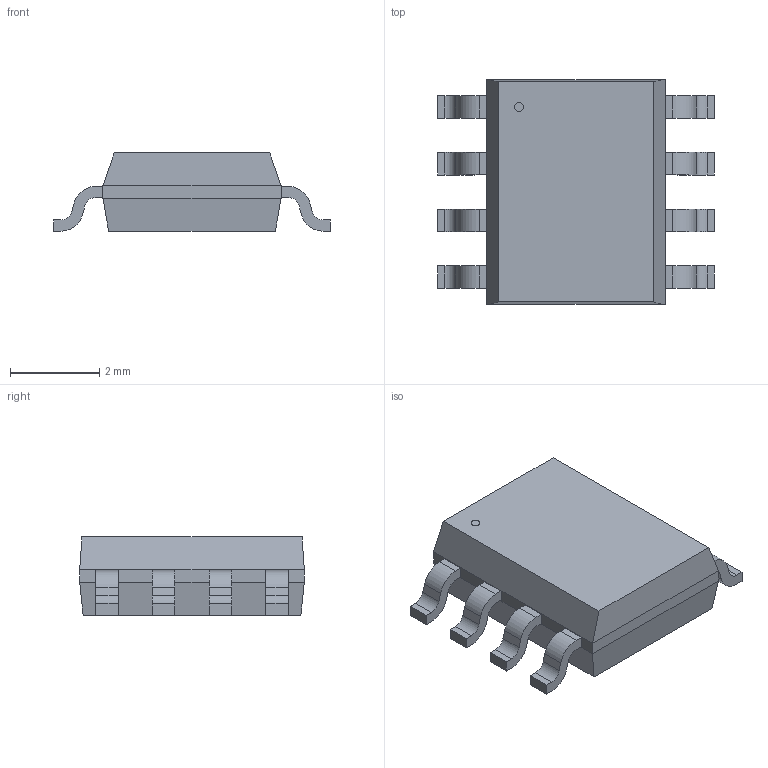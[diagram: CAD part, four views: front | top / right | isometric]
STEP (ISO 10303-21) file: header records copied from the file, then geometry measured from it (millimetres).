
FILE_DESCRIPTION(('STEP AP214'),'1');
FILE_NAME('SO_S40IDR_STM','2023-02-25T16:09:35',(''),(''),'','','');
FILE_SCHEMA(('AUTOMOTIVE_DESIGN'));
Length unit declared in the file: millimetre
Products named in the file (1): product
Bounding box: 6.2 x 5.03 x 1.75 mm (x, y, z)
Volume: 34.9 mm3; surface area: 87.3 mm2
Topology: 10 solids, 10 shells, 129 faces, 319 edges, 210 vertices
Faces by surface type: plane 96, cylinder 33
Full cylindrical faces by diameter (mm): 0.199 x1
Entity records: 3672 total; most frequent: DIRECTION 646, ORIENTED_EDGE 636, CARTESIAN_POINT 375, EDGE_CURVE 318, LINE 252, VECTOR 252, VERTEX_POINT 210, AXIS2_PLACEMENT_3D 197
